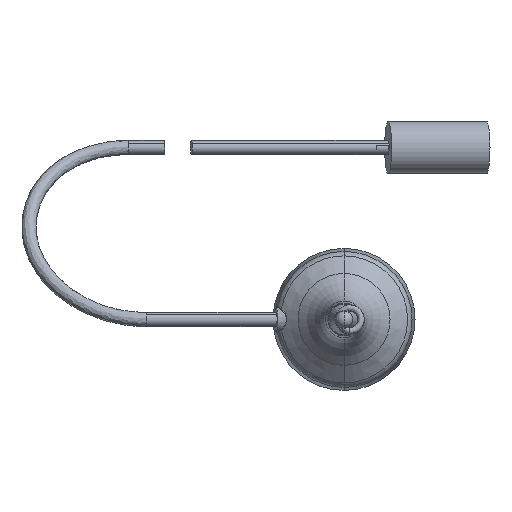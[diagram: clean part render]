
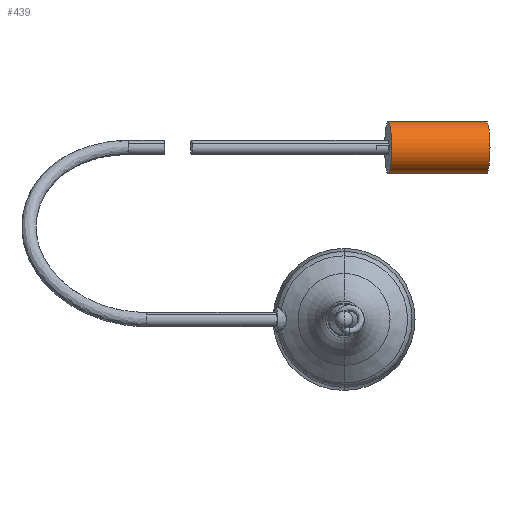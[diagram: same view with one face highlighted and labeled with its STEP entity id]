
A CAD part, left-side view. The second image highlights one B-rep face of the part: STEP entity #439.
In plain terms, the highlighted cylindrical face has radius 5.334 mm (diameter 10.668 mm), a partial arc.
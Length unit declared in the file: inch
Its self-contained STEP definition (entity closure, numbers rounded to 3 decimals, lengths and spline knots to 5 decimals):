
#421 = EDGE_CURVE ( 'NONE', #433, #453, #1784, .T. ) ;
#425 = ORIENTED_EDGE ( 'NONE', *, *, #421, .T. ) ;
#426 = ORIENTED_EDGE ( 'NONE', *, *, #447, .F. ) ;
#429 = EDGE_CURVE ( 'NONE', #927, #433, #1927, .T. ) ;
#431 = ORIENTED_EDGE ( 'NONE', *, *, #454, .F. ) ;
#432 = ORIENTED_EDGE ( 'NONE', *, *, #429, .T. ) ;
#433 = VERTEX_POINT ( 'NONE', #1877 ) ;
#439 = ADVANCED_FACE ( 'NONE', ( #2331 ), #2334, .T. ) ;
#447 = EDGE_CURVE ( 'NONE', #927, #931, #2323, .T. ) ;
#451 = EDGE_LOOP ( 'NONE', ( #431, #426, #432, #425 ) ) ;
#453 = VERTEX_POINT ( 'NONE', #2319 ) ;
#454 = EDGE_CURVE ( 'NONE', #931, #453, #2317, .T. ) ;
#927 = VERTEX_POINT ( 'NONE', #5102 ) ;
#931 = VERTEX_POINT ( 'NONE', #5043 ) ;
#1781 = DIRECTION ( 'NONE',  ( 0., 0., 1. ) ) ;
#1782 = DIRECTION ( 'NONE',  ( 0., 1., 0. ) ) ;
#1783 = AXIS2_PLACEMENT_3D ( 'NONE', #1793, #1782, #1781 ) ;
#1784 = CIRCLE ( 'NONE', #1783, 0.21 ) ;
#1793 = CARTESIAN_POINT ( 'NONE',  ( 0., 0., 0. ) ) ;
#1877 = CARTESIAN_POINT ( 'NONE',  ( 0., 0., -0.21 ) ) ;
#1923 = DIRECTION ( 'NONE',  ( 0., -1., 0. ) ) ;
#1924 = VECTOR ( 'NONE', #1923, 39.37008 ) ;
#1926 = CARTESIAN_POINT ( 'NONE',  ( 0., 0.8, -0.21 ) ) ;
#1927 = LINE ( 'NONE', #1926, #1924 ) ;
#2202 = DIRECTION ( 'NONE',  ( 0., -1., 0. ) ) ;
#2203 = VECTOR ( 'NONE', #2202, 39.37008 ) ;
#2204 = CARTESIAN_POINT ( 'NONE',  ( 0., 0.8, 0.21 ) ) ;
#2306 = DIRECTION ( 'NONE',  ( 0., 0., 1. ) ) ;
#2307 = DIRECTION ( 'NONE',  ( 0., 1., 0. ) ) ;
#2308 = AXIS2_PLACEMENT_3D ( 'NONE', #2322, #2307, #2306 ) ;
#2317 = LINE ( 'NONE', #2204, #2203 ) ;
#2319 = CARTESIAN_POINT ( 'NONE',  ( 0., 0., 0.21 ) ) ;
#2320 = DIRECTION ( 'NONE',  ( 0., 0., -1. ) ) ;
#2321 = DIRECTION ( 'NONE',  ( 0., -1., 0. ) ) ;
#2322 = CARTESIAN_POINT ( 'NONE',  ( 0., 0.8, 0. ) ) ;
#2323 = CIRCLE ( 'NONE', #2308, 0.21 ) ;
#2325 = CARTESIAN_POINT ( 'NONE',  ( 0., 0.8, 0. ) ) ;
#2326 = AXIS2_PLACEMENT_3D ( 'NONE', #2325, #2321, #2320 ) ;
#2331 = FACE_OUTER_BOUND ( 'NONE', #451, .T. ) ;
#2334 = CYLINDRICAL_SURFACE ( 'NONE', #2326, 0.21 ) ;
#5043 = CARTESIAN_POINT ( 'NONE',  ( 0., 0.8, 0.21 ) ) ;
#5102 = CARTESIAN_POINT ( 'NONE',  ( 0., 0.8, -0.21 ) ) ;
